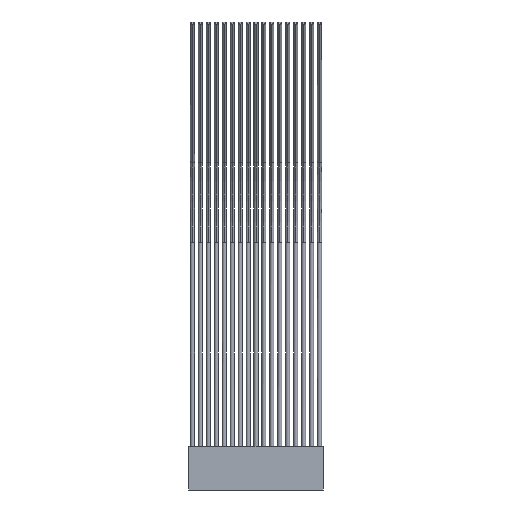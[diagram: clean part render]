
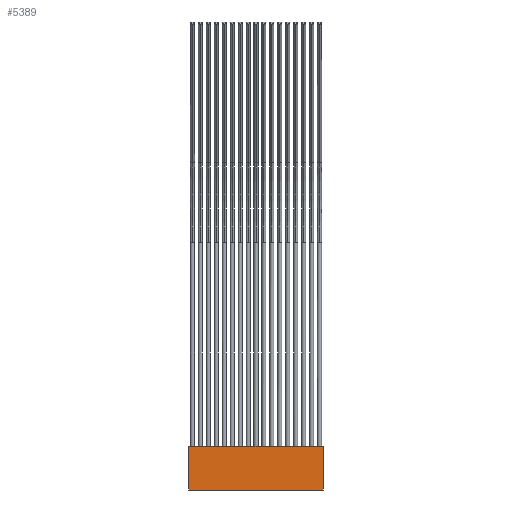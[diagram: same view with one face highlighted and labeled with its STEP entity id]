
A CAD part, front view. The second image highlights one B-rep face of the part: STEP entity #5389.
In plain terms, the highlighted planar face has unit normal (0, -1, 0).
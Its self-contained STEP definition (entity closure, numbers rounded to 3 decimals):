
#338 = CARTESIAN_POINT ( 'NONE',  ( -21.55, -1.27, 7. ) ) ;
#1058 = DIRECTION ( 'NONE',  ( -1., 0., 0. ) ) ;
#1261 = EDGE_CURVE ( 'NONE', #8425, #13048, #6211, .T. ) ;
#1369 = ORIENTED_EDGE ( 'NONE', *, *, #10169, .F. ) ;
#1510 = ORIENTED_EDGE ( 'NONE', *, *, #14025, .F. ) ;
#1605 = DIRECTION ( 'NONE',  ( 0., 0., -1. ) ) ;
#2226 = CARTESIAN_POINT ( 'NONE',  ( -21.55, -1.27, 7. ) ) ;
#2842 = DIRECTION ( 'NONE',  ( 1., 0., 0. ) ) ;
#2907 = FACE_OUTER_BOUND ( 'NONE', #7958, .T. ) ;
#3563 = LINE ( 'NONE', #9587, #10642 ) ;
#3728 = ORIENTED_EDGE ( 'NONE', *, *, #14347, .F. ) ;
#4935 = LINE ( 'NONE', #10885, #13372 ) ;
#5026 = LINE ( 'NONE', #8424, #12206 ) ;
#5116 = VERTEX_POINT ( 'NONE', #6378 ) ;
#5389 = ADVANCED_FACE ( 'NONE', ( #2907 ), #6435, .T. ) ;
#5863 = CARTESIAN_POINT ( 'NONE',  ( -21.55, -1.27, -7. ) ) ;
#6211 = LINE ( 'NONE', #338, #7346 ) ;
#6378 = CARTESIAN_POINT ( 'NONE',  ( 21.55, -1.27, -7. ) ) ;
#6435 = PLANE ( 'NONE',  #14689 ) ;
#7346 = VECTOR ( 'NONE', #2842, 1000. ) ;
#7572 = DIRECTION ( 'NONE',  ( 0., -1., 0. ) ) ;
#7958 = EDGE_LOOP ( 'NONE', ( #1369, #11862, #1510, #3728 ) ) ;
#8078 = VERTEX_POINT ( 'NONE', #5863 ) ;
#8424 = CARTESIAN_POINT ( 'NONE',  ( -21.55, -1.27, 7. ) ) ;
#8425 = VERTEX_POINT ( 'NONE', #2226 ) ;
#9587 = CARTESIAN_POINT ( 'NONE',  ( -21.55, -1.27, -7. ) ) ;
#9603 = CARTESIAN_POINT ( 'NONE',  ( 21.55, -1.27, 7. ) ) ;
#9912 = DIRECTION ( 'NONE',  ( 0., 0., 1. ) ) ;
#10134 = CARTESIAN_POINT ( 'NONE',  ( 21.55, -1.27, -7. ) ) ;
#10169 = EDGE_CURVE ( 'NONE', #13048, #5116, #4935, .T. ) ;
#10642 = VECTOR ( 'NONE', #1058, 1000. ) ;
#10885 = CARTESIAN_POINT ( 'NONE',  ( 21.55, -1.27, 7. ) ) ;
#11040 = DIRECTION ( 'NONE',  ( 0., 0., -1. ) ) ;
#11862 = ORIENTED_EDGE ( 'NONE', *, *, #1261, .F. ) ;
#12206 = VECTOR ( 'NONE', #9912, 1000. ) ;
#13048 = VERTEX_POINT ( 'NONE', #9603 ) ;
#13372 = VECTOR ( 'NONE', #11040, 1000. ) ;
#14025 = EDGE_CURVE ( 'NONE', #8078, #8425, #5026, .T. ) ;
#14347 = EDGE_CURVE ( 'NONE', #5116, #8078, #3563, .T. ) ;
#14689 = AXIS2_PLACEMENT_3D ( 'NONE', #10134, #7572, #1605 ) ;
